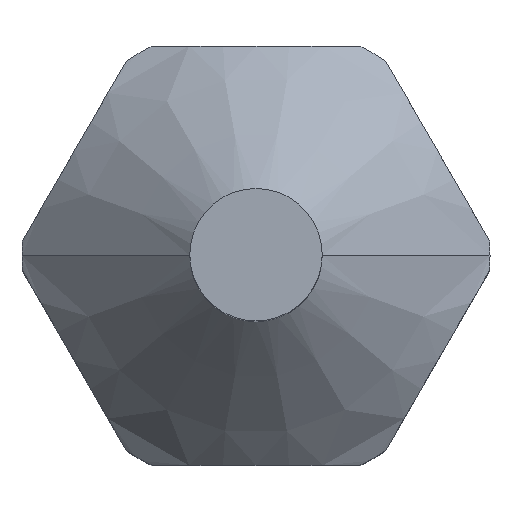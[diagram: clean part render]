
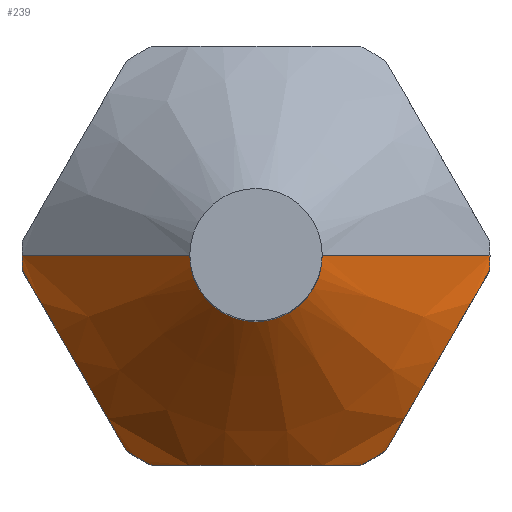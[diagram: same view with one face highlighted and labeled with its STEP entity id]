
A CAD part, top view. The second image highlights one B-rep face of the part: STEP entity #239.
In plain terms, the highlighted conical face has half-angle 45 degrees and reference radius 6.8 mm.
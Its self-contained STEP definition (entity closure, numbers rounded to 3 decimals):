
#219=VERTEX_POINT('',#603);
#239=ADVANCED_FACE('',(#624),#625,.T.);
#307=EDGE_CURVE('',#409,#515,#697,.T.);
#327=EDGE_CURVE('',#445,#473,#720,.T.);
#331=EDGE_CURVE('',#383,#437,#724,.T.);
#341=EDGE_CURVE('',#495,#515,#735,.T.);
#343=EDGE_CURVE('',#485,#423,#737,.T.);
#355=EDGE_CURVE('',#409,#219,#749,.T.);
#369=EDGE_CURVE('',#383,#495,#764,.T.);
#383=VERTEX_POINT('',#780);
#401=EDGE_CURVE('',#219,#423,#801,.T.);
#409=VERTEX_POINT('',#810);
#423=VERTEX_POINT('',#826);
#425=EDGE_CURVE('',#445,#437,#828,.T.);
#437=VERTEX_POINT('',#842);
#445=VERTEX_POINT('',#850);
#449=EDGE_CURVE('',#485,#473,#854,.T.);
#473=VERTEX_POINT('',#884);
#485=VERTEX_POINT('',#897);
#495=VERTEX_POINT('',#909);
#515=VERTEX_POINT('',#930);
#603=CARTESIAN_POINT('',(-10.6,0.,12.4));
#624=FACE_OUTER_BOUND('',#1055,.T.);
#625=CONICAL_SURFACE('',#1056,6.8,0.785);
#697=CIRCLE('',#1201,3.0);
#720=(B_SPLINE_CURVE(2,(#1229,#1230,#1231),.UNSPECIFIED.,.F.,.F.)B_SPLINE_CURVE_WITH_KNOTS((3,3),(0.0,9.658),.UNSPECIFIED.)RATIONAL_B_SPLINE_CURVE((1.0,1.116,1.0))BOUNDED_CURVE()REPRESENTATION_ITEM('')GEOMETRIC_REPRESENTATION_ITEM()CURVE());
#724=(B_SPLINE_CURVE(2,(#1243,#1244,#1245),.UNSPECIFIED.,.F.,.F.)B_SPLINE_CURVE_WITH_KNOTS((3,3),(0.0,9.658),.UNSPECIFIED.)RATIONAL_B_SPLINE_CURVE((1.0,1.116,1.0))BOUNDED_CURVE()REPRESENTATION_ITEM('')GEOMETRIC_REPRESENTATION_ITEM()CURVE());
#735=LINE('',#1267,#1268);
#737=(B_SPLINE_CURVE(2,(#1272,#1273,#1274),.UNSPECIFIED.,.F.,.F.)B_SPLINE_CURVE_WITH_KNOTS((3,3),(0.0,9.658),.UNSPECIFIED.)RATIONAL_B_SPLINE_CURVE((1.0,1.116,1.0))BOUNDED_CURVE()REPRESENTATION_ITEM('')GEOMETRIC_REPRESENTATION_ITEM()CURVE());
#749=LINE('',#1300,#1301);
#764=CIRCLE('',#1323,10.6);
#780=CARTESIAN_POINT('',(10.578,-0.678,12.4));
#801=CIRCLE('',#1382,10.6);
#810=CARTESIAN_POINT('',(-3.0,0.,20.0));
#826=CARTESIAN_POINT('',(-10.578,-0.678,12.4));
#828=CIRCLE('',#1417,10.6);
#842=CARTESIAN_POINT('',(5.876,-8.822,12.4));
#850=CARTESIAN_POINT('',(4.702,-9.5,12.4));
#854=CIRCLE('',#1453,10.6);
#884=CARTESIAN_POINT('',(-4.702,-9.5,12.4));
#897=CARTESIAN_POINT('',(-5.876,-8.822,12.4));
#909=CARTESIAN_POINT('',(10.6,0.,12.4));
#930=CARTESIAN_POINT('',(3.0,0.,20.0));
#1055=EDGE_LOOP('',(#1735,#1736,#1737,#1738,#1739,#1740,#1741,#1742,#1743,#1744));
#1056=AXIS2_PLACEMENT_3D('',#1745,#1746,#1747);
#1201=AXIS2_PLACEMENT_3D('',#1818,#1819,#1820);
#1229=CARTESIAN_POINT('',(4.702,-9.5,12.4));
#1230=CARTESIAN_POINT('',(0.,-9.5,14.486));
#1231=CARTESIAN_POINT('',(-4.702,-9.5,12.4));
#1243=CARTESIAN_POINT('',(10.578,-0.678,12.4));
#1244=CARTESIAN_POINT('',(8.227,-4.75,14.486));
#1245=CARTESIAN_POINT('',(5.876,-8.822,12.4));
#1267=CARTESIAN_POINT('',(6.8,0.,16.2));
#1268=VECTOR('',#1859,1.0);
#1272=CARTESIAN_POINT('',(-5.876,-8.822,12.4));
#1273=CARTESIAN_POINT('',(-8.227,-4.75,14.486));
#1274=CARTESIAN_POINT('',(-10.578,-0.678,12.4));
#1300=CARTESIAN_POINT('',(-6.8,0.,16.2));
#1301=VECTOR('',#1866,1.0);
#1323=AXIS2_PLACEMENT_3D('',#1883,#1884,#1885);
#1382=AXIS2_PLACEMENT_3D('',#1929,#1930,#1931);
#1417=AXIS2_PLACEMENT_3D('',#1970,#1971,#1972);
#1453=AXIS2_PLACEMENT_3D('',#1998,#1999,#2000);
#1735=ORIENTED_EDGE('',*,*,#355,.T.);
#1736=ORIENTED_EDGE('',*,*,#401,.T.);
#1737=ORIENTED_EDGE('',*,*,#343,.F.);
#1738=ORIENTED_EDGE('',*,*,#449,.T.);
#1739=ORIENTED_EDGE('',*,*,#327,.F.);
#1740=ORIENTED_EDGE('',*,*,#425,.T.);
#1741=ORIENTED_EDGE('',*,*,#331,.F.);
#1742=ORIENTED_EDGE('',*,*,#369,.T.);
#1743=ORIENTED_EDGE('',*,*,#341,.T.);
#1744=ORIENTED_EDGE('',*,*,#307,.F.);
#1745=CARTESIAN_POINT('',(0.,0.,16.2));
#1746=DIRECTION('',(0.,0.,-1.0));
#1747=DIRECTION('',(-1.0,0.,0.0));
#1818=CARTESIAN_POINT('',(0.,0.,20.0));
#1819=DIRECTION('',(0.,0.,1.0));
#1820=DIRECTION('',(-1.0,0.,0.0));
#1859=DIRECTION('',(-0.707,0.,0.707));
#1866=DIRECTION('',(-0.707,0.,-0.707));
#1883=CARTESIAN_POINT('',(0.,0.,12.4));
#1884=DIRECTION('',(0.,0.,1.0));
#1885=DIRECTION('',(-1.0,0.,0.0));
#1929=CARTESIAN_POINT('',(0.,0.,12.4));
#1930=DIRECTION('',(0.,0.,1.0));
#1931=DIRECTION('',(-1.0,0.,0.0));
#1970=CARTESIAN_POINT('',(0.,0.,12.4));
#1971=DIRECTION('',(0.,0.,1.0));
#1972=DIRECTION('',(-1.0,0.,0.0));
#1998=CARTESIAN_POINT('',(0.,0.,12.4));
#1999=DIRECTION('',(0.,0.,1.0));
#2000=DIRECTION('',(-1.0,0.,0.0));
